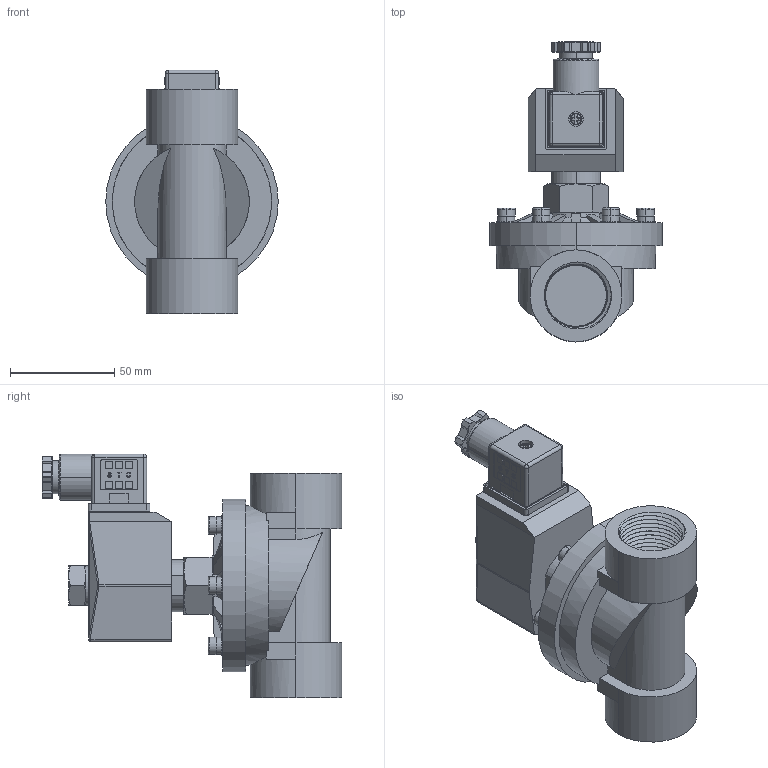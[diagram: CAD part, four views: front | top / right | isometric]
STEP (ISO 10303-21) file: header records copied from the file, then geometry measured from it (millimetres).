
FILE_DESCRIPTION (( 'STEP AP214' ), '1' );
FILE_NAME ('2PO250-1.STEP', '2018-10-10T17:45:22', ( '' ), ( '' ), 'SwSTEP 2.0', 'SolidWorks 2016', '' );
FILE_SCHEMA (( 'AUTOMOTIVE_DESIGN' ));
Length unit declared in the file: millimetre
Products named in the file (1): 2PO250-1
Bounding box: 82.55 x 143.41 x 116.62 mm (x, y, z)
Volume: 342708.9 mm3; surface area: 79856.4 mm2
Topology: 18 solids, 18 shells, 1245 faces, 3748 edges, 2591 vertices
Faces by surface type: plane 688, cylinder 353, cone 88, bspline 65, torus 30, sphere 21
Entity records: 91818 total; most frequent: CARTESIAN_POINT 46252, ORIENTED_EDGE 7480, DIRECTION 5302, EDGE_CURVE 3740, VERTEX_POINT 2591, VECTOR 2046, LINE 2046, AXIS2_PLACEMENT_3D 1628
